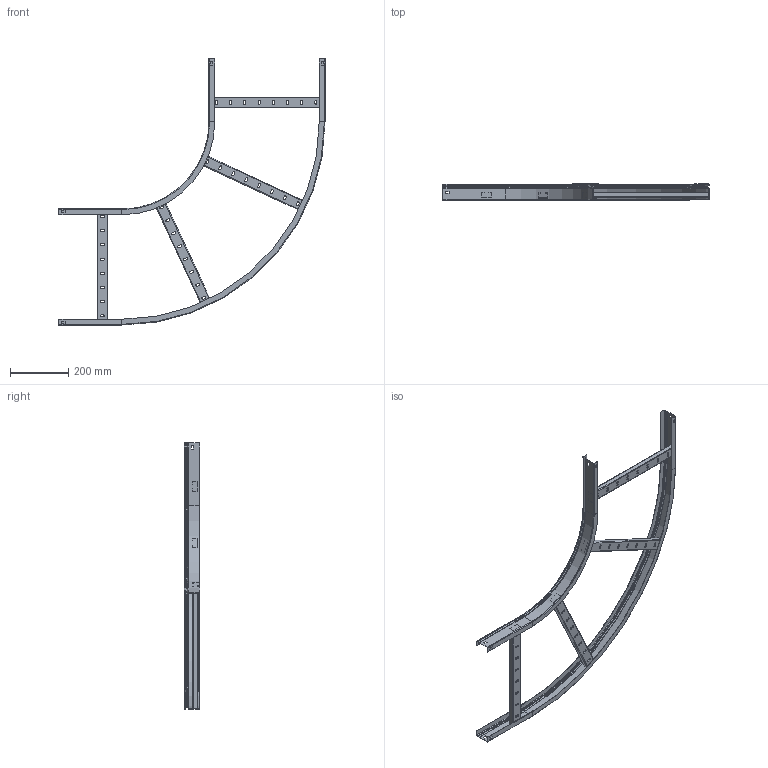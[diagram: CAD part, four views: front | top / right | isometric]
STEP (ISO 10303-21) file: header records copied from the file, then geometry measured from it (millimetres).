
FILE_DESCRIPTION (( 'STEP AP214' ), '1' );
FILE_NAME ('CPG04-4--02.STEP', '2021-03-08T15:39:46', ( '' ), ( '' ), 'SwSTEP 2.0', 'SolidWorks 2017', '' );
FILE_SCHEMA (( 'AUTOMOTIVE_DESIGN' ));
Length unit declared in the file: millimetre
Products named in the file (4): 岓臍 195.05.01 呧翲歑鍙 摳賧禖嶱00_-00; CPG04-4--02; ÊÈÂÀ 095.00.02 Ïëàíêà ïîïåðå÷íàÿ_00_-03; 嗜吕 195.05.02 祟礞屦铐 铗忮蝽_01_-02
Assembly tree (6 placements, depth 2):
  CPG04-4--02
    岓臍 195.05.01 呧翲歑鍙 摳賧禖嶱00_-00
    ÊÈÂÀ 095.00.02 Ïëàíêà ïîïåðå÷íàÿ_00_-03  x4
    嗜吕 195.05.02 祟礞屦铐 铗忮蝽_01_-02
Bounding box: 917 x 55 x 917 mm (x, y, z)
Volume: 430240.3 mm3; surface area: 729803.2 mm2
Topology: 6 solids, 6 shells, 506 faces, 1174 edges, 680 vertices
Faces by surface type: plane 324, cylinder 152, torus 22, cone 8
Entity records: 8154 total; most frequent: DIRECTION 1454, CARTESIAN_POINT 1331, ORIENTED_EDGE 1316, EDGE_CURVE 658, AXIS2_PLACEMENT_3D 491, VECTOR 472, LINE 472, VERTEX_POINT 368
